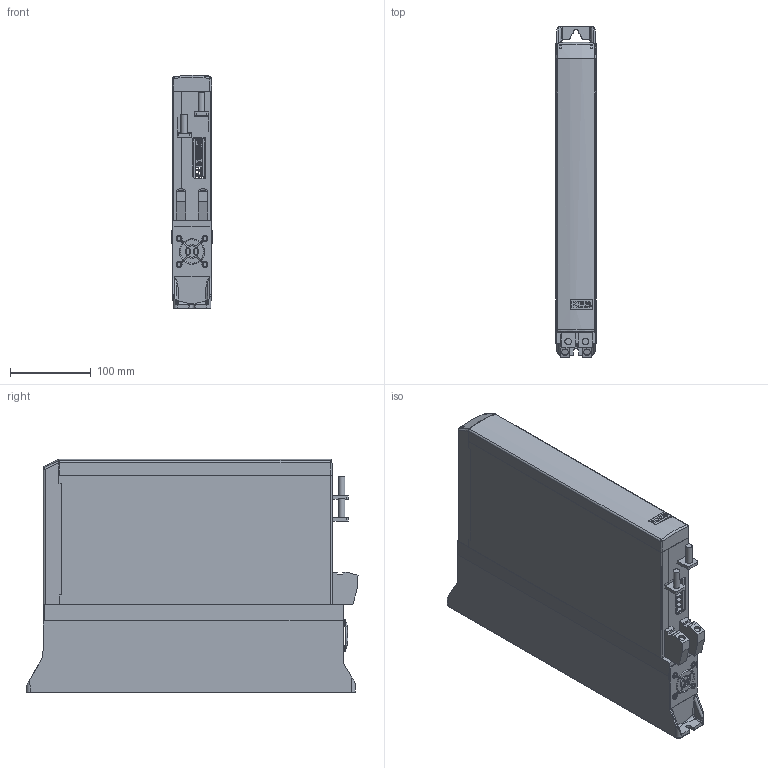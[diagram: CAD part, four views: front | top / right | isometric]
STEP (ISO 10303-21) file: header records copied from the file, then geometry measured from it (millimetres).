
FILE_DESCRIPTION (( 'STEP AP214' ), '1' );
FILE_NAME ('B0H6000-F000 COMBIVERT MIT KÜHLKÖRPER.STEP', '2014-06-18T13:08:59', ( '' ), ( '' ), 'SwSTEP 2.0', 'SolidWorks 2013', '' );
FILE_SCHEMA (( 'AUTOMOTIVE_DESIGN' ));
Length unit declared in the file: millimetre
Products named in the file (1): B0H6000-F000 COMBIVERT MIT K軫LK烼PER
Bounding box: 49.72 x 410.38 x 289.1 mm (x, y, z)
Surface area: 452368.7 mm2 (no closed solid volume)
Topology: 0 solids, 56 shells, 573 faces, 1931 edges, 1384 vertices
Faces by surface type: plane 304, cylinder 139, torus 59, bspline 49, cone 16, sphere 6
Full cylindrical faces by diameter (mm): 1 x4, 2.5 x2, 4.2 x2, 8 x2, 8.3 x2
Entity records: 28780 total; most frequent: CARTESIAN_POINT 6944, DIRECTION 3035, ORIENTED_EDGE 2888, EDGE_CURVE 1885, VERTEX_POINT 1370, LINE 1191, VECTOR 1191, AXIS2_PLACEMENT_3D 922
